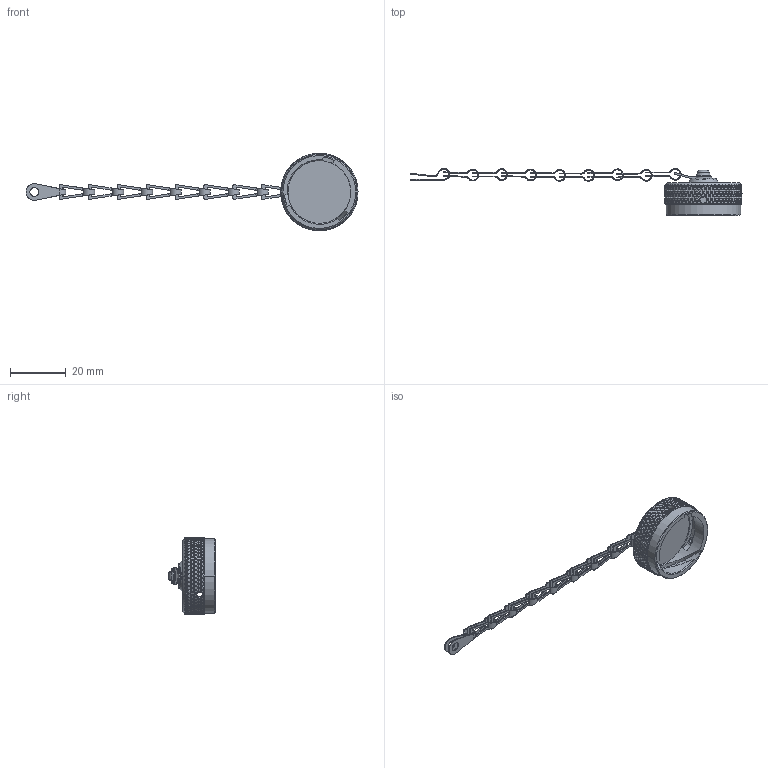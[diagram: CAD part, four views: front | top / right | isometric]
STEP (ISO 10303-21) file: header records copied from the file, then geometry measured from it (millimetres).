
FILE_DESCRIPTION((''),'2;1');
FILE_NAME('RT014DCG_ASM','2016-07-11T',('ben.guo'),(''),'PRO/ENGINEER BY PARAMETRIC TECHNOLOGY CORPORATION, 2013230','PRO/ENGINEER BY PARAMETRIC TECHNOLOGY CORPORATION, 2013230','');
FILE_SCHEMA(('CONFIG_CONTROL_DESIGN'));
Length unit declared in the file: millimetre
Products named in the file (5): M0332-14; M0334; M0333; RB000102-14; RT014DCG_ASM
Assembly tree (4 placements, depth 2):
  RT014DCG_ASM
    M0332-14
    M0334
    M0333
    RB000102-14
Bounding box: 119.38 x 16.9 x 27.8 mm (x, y, z)
Volume: 3885.9 mm3; surface area: 6419.5 mm2
Topology: 13 solids, 13 shells, 2379 faces, 5361 edges, 2970 vertices
Faces by surface type: bspline 1710, cylinder 491, plane 150, cone 22, torus 6
Entity records: 111472 total; most frequent: CARTESIAN_POINT 73373, ORIENTED_EDGE 10718, EDGE_CURVE 5359, B_SPLINE_CURVE_WITH_KNOTS 4504, VERTEX_POINT 2970, DIRECTION 2491, EDGE_LOOP 2393, FACE_OUTER_BOUND 2379
